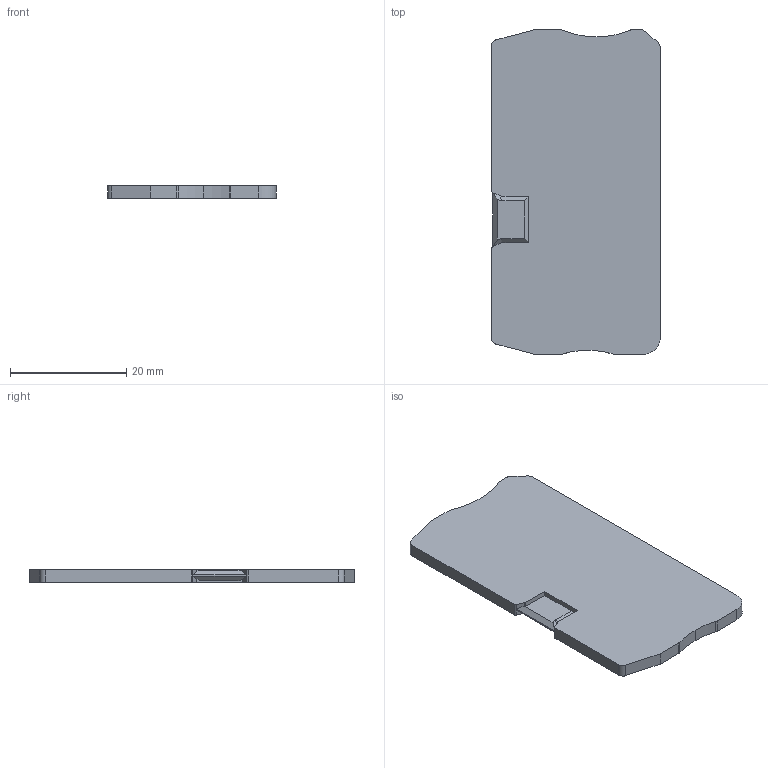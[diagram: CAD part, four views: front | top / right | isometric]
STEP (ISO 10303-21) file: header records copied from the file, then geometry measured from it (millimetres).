
FILE_DESCRIPTION( ('This file contains a STEP AP42 implementation' ,'as created by ZW3D STEP Interface translator.') ,'2;1' );
FILE_NAME( 'D-RPV4傷啣耀倰.stp' ,'23 4 6.144058', (''), ('ZWCAD Software Co.'), 'Version 1.0', 'ZW3D to STEP translator', '' );
FILE_SCHEMA(('AUTOMOTIVE_DESIGN { 1 0 10303 214 1 1 1 1 }'));
Length unit declared in the file: millimetre
Products named in the file (2): 0; D-ST4-SELECT-1
Bounding box: 29.05 x 55.9 x 2.2 mm (x, y, z)
Volume: 3455.7 mm3; surface area: 3577.7 mm2
Topology: 1 solids, 3 shells, 61 faces, 153 edges, 96 vertices
Faces by surface type: plane 39, cylinder 18, cone 4
Entity records: 1905 total; most frequent: CARTESIAN_POINT 394, ORIENTED_EDGE 312, DIRECTION 281, EDGE_CURVE 153, VERTEX_POINT 96, AXIS2_PLACEMENT_3D 94, VECTOR 93, LINE 93
